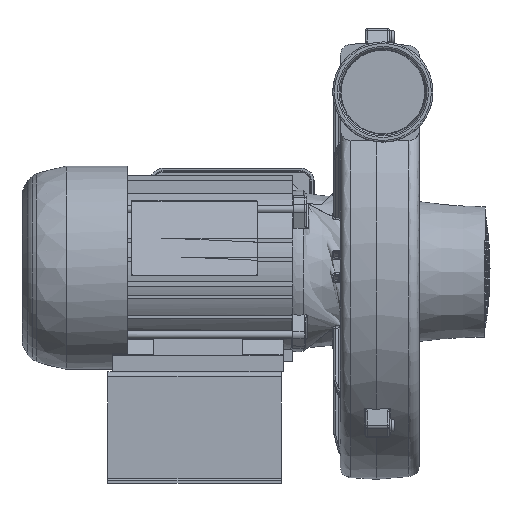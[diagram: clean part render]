
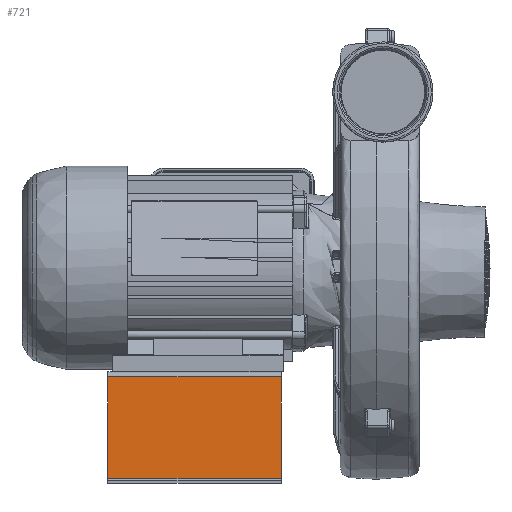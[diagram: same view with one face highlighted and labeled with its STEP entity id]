
A CAD part, front view. The second image highlights one B-rep face of the part: STEP entity #721.
In plain terms, the highlighted planar face has unit normal (0, -1, 0).
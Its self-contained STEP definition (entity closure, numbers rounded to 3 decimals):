
#721 = ADVANCED_FACE( '', ( #3170 ), #3171, .F. );
#3170 = FACE_OUTER_BOUND( '', #7769, .T. );
#3171 = PLANE( '', #7770 );
#7769 = EDGE_LOOP( '', ( #23646, #23647, #23648, #23649 ) );
#7770 = AXIS2_PLACEMENT_3D( '', #23650, #23651, #23652 );
#23646 = ORIENTED_EDGE( '', *, *, #34018, .F. );
#23647 = ORIENTED_EDGE( '', *, *, #34019, .T. );
#23648 = ORIENTED_EDGE( '', *, *, #34020, .T. );
#23649 = ORIENTED_EDGE( '', *, *, #34021, .F. );
#23650 = CARTESIAN_POINT( '', ( 0., -60.5, -18.5 ) );
#23651 = DIRECTION( '', ( 0., 1., 0. ) );
#23652 = DIRECTION( '', ( 1., 0., 0. ) );
#34018 = EDGE_CURVE( '', #40846, #40847, #40848, .T. );
#34019 = EDGE_CURVE( '', #40846, #40849, #40850, .T. );
#34020 = EDGE_CURVE( '', #40849, #40851, #40852, .T. );
#34021 = EDGE_CURVE( '', #40847, #40851, #40853, .T. );
#40846 = VERTEX_POINT( '', #52074 );
#40847 = VERTEX_POINT( '', #52075 );
#40848 = LINE( '', #52076, #52077 );
#40849 = VERTEX_POINT( '', #52078 );
#40850 = LINE( '', #52079, #52080 );
#40851 = VERTEX_POINT( '', #52081 );
#40852 = LINE( '', #52082, #52083 );
#40853 = LINE( '', #52084, #52085 );
#52074 = CARTESIAN_POINT( '', ( -53., -60.5, 43.5 ) );
#52075 = CARTESIAN_POINT( '', ( 53., -60.5, 43.5 ) );
#52076 = CARTESIAN_POINT( '', ( 0., -60.5, 43.5 ) );
#52077 = VECTOR( '', #63212, 1000. );
#52078 = CARTESIAN_POINT( '', ( -53., -60.5, -18.5 ) );
#52079 = CARTESIAN_POINT( '', ( -53., -60.5, 12.5 ) );
#52080 = VECTOR( '', #63213, 1000. );
#52081 = CARTESIAN_POINT( '', ( 53., -60.5, -18.5 ) );
#52082 = CARTESIAN_POINT( '', ( 0., -60.5, -18.5 ) );
#52083 = VECTOR( '', #63214, 1000. );
#52084 = CARTESIAN_POINT( '', ( 53., -60.5, 12.5 ) );
#52085 = VECTOR( '', #63215, 1000. );
#63212 = DIRECTION( '', ( 1., 0., 0. ) );
#63213 = DIRECTION( '', ( 0., 0., -1. ) );
#63214 = DIRECTION( '', ( 1., 0., 0. ) );
#63215 = DIRECTION( '', ( 0., 0., -1. ) );
